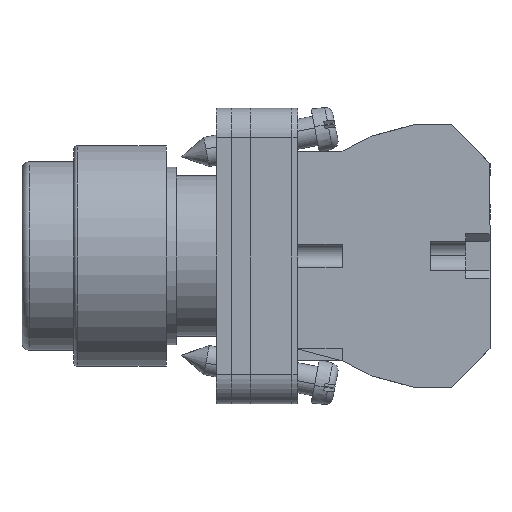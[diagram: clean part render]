
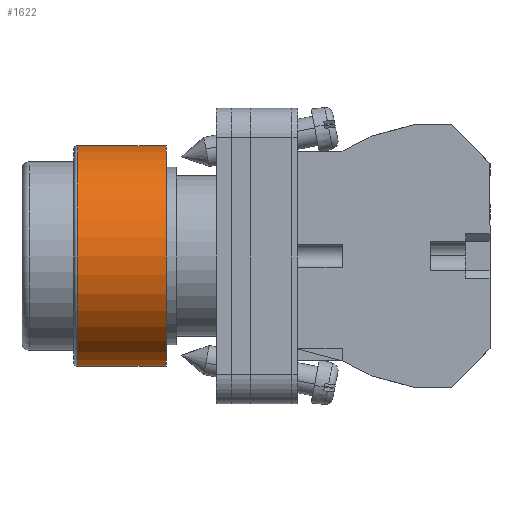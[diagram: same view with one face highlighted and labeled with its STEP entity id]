
A CAD part, left-side view. The second image highlights one B-rep face of the part: STEP entity #1622.
In plain terms, the highlighted cylindrical face has radius 14.925 mm (diameter 29.85 mm), a partial arc.
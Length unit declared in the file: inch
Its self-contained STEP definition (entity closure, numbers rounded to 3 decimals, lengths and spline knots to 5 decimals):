
#108 = EDGE_CURVE ( 'NONE', #7746, #1921, #11480, .T. ) ;
#794 = LINE ( 'NONE', #5705, #3435 ) ;
#799 = CARTESIAN_POINT ( 'NONE',  ( 0., 0.44843, -0.5876 ) ) ;
#839 = CARTESIAN_POINT ( 'NONE',  ( 0., 0.44843, 0.5876 ) ) ;
#996 = CIRCLE ( 'NONE', #7933, 0.5876 ) ;
#1464 = ORIENTED_EDGE ( 'NONE', *, *, #108, .T. ) ;
#1622 = ADVANCED_FACE ( 'NONE', ( #8771 ), #11165, .T. ) ;
#1662 = CARTESIAN_POINT ( 'NONE',  ( 0., 0.92126, 0. ) ) ;
#1921 = VERTEX_POINT ( 'NONE', #799 ) ;
#2674 = DIRECTION ( 'NONE',  ( 0., 0., -1. ) ) ;
#2816 = VERTEX_POINT ( 'NONE', #839 ) ;
#3000 = CARTESIAN_POINT ( 'NONE',  ( 0., 3.67379, -0.5876 ) ) ;
#3229 = EDGE_CURVE ( 'NONE', #1921, #2816, #996, .T. ) ;
#3435 = VECTOR ( 'NONE', #12642, 39.37008 ) ;
#3643 = VECTOR ( 'NONE', #3709, 39.37008 ) ;
#3675 = ORIENTED_EDGE ( 'NONE', *, *, #8745, .F. ) ;
#3709 = DIRECTION ( 'NONE',  ( 0., -1., 0. ) ) ;
#3874 = CARTESIAN_POINT ( 'NONE',  ( 0., 3.67379, 0. ) ) ;
#4755 = ORIENTED_EDGE ( 'NONE', *, *, #3229, .T. ) ;
#5210 = CARTESIAN_POINT ( 'NONE',  ( 0., 0.44843, 0. ) ) ;
#5705 = CARTESIAN_POINT ( 'NONE',  ( 0., 3.67379, 0.5876 ) ) ;
#5790 = DIRECTION ( 'NONE',  ( 0., -1., 0. ) ) ;
#6174 = DIRECTION ( 'NONE',  ( 0., 0., 1. ) ) ;
#7344 = CIRCLE ( 'NONE', #8843, 0.5876 ) ;
#7574 = VERTEX_POINT ( 'NONE', #8536 ) ;
#7746 = VERTEX_POINT ( 'NONE', #7861 ) ;
#7861 = CARTESIAN_POINT ( 'NONE',  ( 0., 0.92126, -0.5876 ) ) ;
#7933 = AXIS2_PLACEMENT_3D ( 'NONE', #5210, #12129, #6174 ) ;
#8375 = EDGE_LOOP ( 'NONE', ( #3675, #8637, #1464, #4755 ) ) ;
#8458 = DIRECTION ( 'NONE',  ( 0., -1., 0. ) ) ;
#8536 = CARTESIAN_POINT ( 'NONE',  ( 0., 0.92126, 0.5876 ) ) ;
#8637 = ORIENTED_EDGE ( 'NONE', *, *, #10594, .T. ) ;
#8722 = AXIS2_PLACEMENT_3D ( 'NONE', #3874, #5790, #9648 ) ;
#8745 = EDGE_CURVE ( 'NONE', #7574, #2816, #794, .T. ) ;
#8771 = FACE_OUTER_BOUND ( 'NONE', #8375, .T. ) ;
#8843 = AXIS2_PLACEMENT_3D ( 'NONE', #1662, #8458, #2674 ) ;
#9648 = DIRECTION ( 'NONE',  ( 0., 0., -1. ) ) ;
#10594 = EDGE_CURVE ( 'NONE', #7574, #7746, #7344, .T. ) ;
#11165 = CYLINDRICAL_SURFACE ( 'NONE', #8722, 0.5876 ) ;
#11480 = LINE ( 'NONE', #3000, #3643 ) ;
#12129 = DIRECTION ( 'NONE',  ( 0., 1., 0. ) ) ;
#12642 = DIRECTION ( 'NONE',  ( 0., -1., 0. ) ) ;
